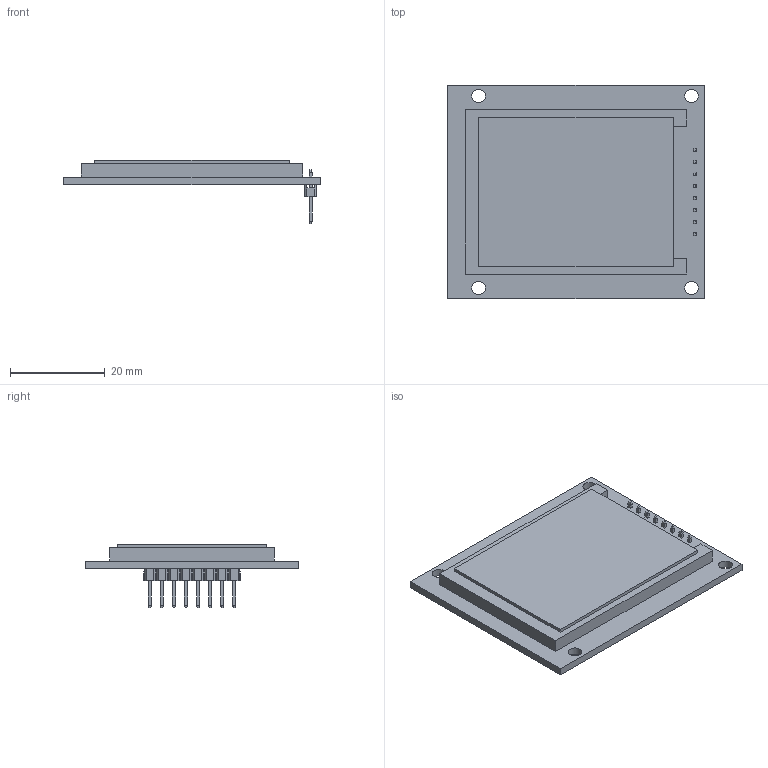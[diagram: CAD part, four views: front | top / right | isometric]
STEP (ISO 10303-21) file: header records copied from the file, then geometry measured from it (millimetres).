
FILE_DESCRIPTION(('FreeCAD Model'),'2;1');
FILE_NAME('ST7735.step', '2020-02-15T17:32:38',('Author'),(''), 'Open CASCADE STEP processor 7.3','FreeCAD','Unknown');
FILE_SCHEMA(('AUTOMOTIVE_DESIGN { 1 0 10303 214 1 1 1 1 }'));
Length unit declared in the file: millimetre
Products named in the file (1): Fusion005
Bounding box: 54 x 45 x 13.3 mm (x, y, z)
Volume: 9157.8 mm3; surface area: 6215.3 mm2
Topology: 1 solids, 1 shells, 329 faces, 834 edges, 524 vertices
Faces by surface type: plane 245, bspline 80, cylinder 4
Full cylindrical faces by diameter (mm): 2.9 x4
Entity records: 31805 total; most frequent: CARTESIAN_POINT 13528, DIRECTION 2542, LINE 2018, VECTOR 2018, ORIENTED_EDGE 1668, PCURVE 1668, DEFINITIONAL_REPRESENTATION 1668, EDGE_CURVE 834
